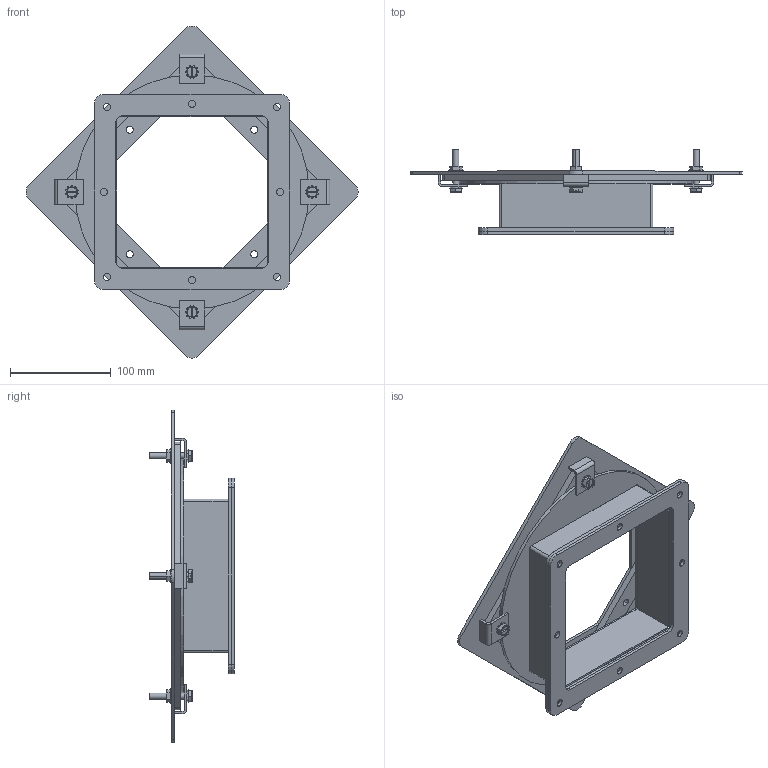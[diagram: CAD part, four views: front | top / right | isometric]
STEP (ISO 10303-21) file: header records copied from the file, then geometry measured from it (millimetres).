
FILE_DESCRIPTION (( 'STEP AP203' ), '1' );
FILE_NAME ('1487DV2.step', '2024-04-25T14:37:48', ( '' ), ( '' ), 'SwSTEP 2.0', 'SolidWorks 2023', '' );
FILE_SCHEMA (( 'CONFIG_CONTROL_DESIGN' ));
Length unit declared in the file: inch
Products named in the file (1): 1487DV2
Bounding box: 328.8 x 84.05 x 328.8 mm (x, y, z)
Volume: 423293.4 mm3; surface area: 297081.1 mm2
Topology: 22 solids, 22 shells, 550 faces, 1486 edges, 988 vertices
Faces by surface type: plane 342, cylinder 192, cone 8, bspline 8
Entity records: 17959 total; most frequent: CARTESIAN_POINT 3553, ORIENTED_EDGE 2972, DIRECTION 2940, EDGE_CURVE 1486, LINE 1070, VECTOR 1070, VERTEX_POINT 988, AXIS2_PLACEMENT_3D 935
